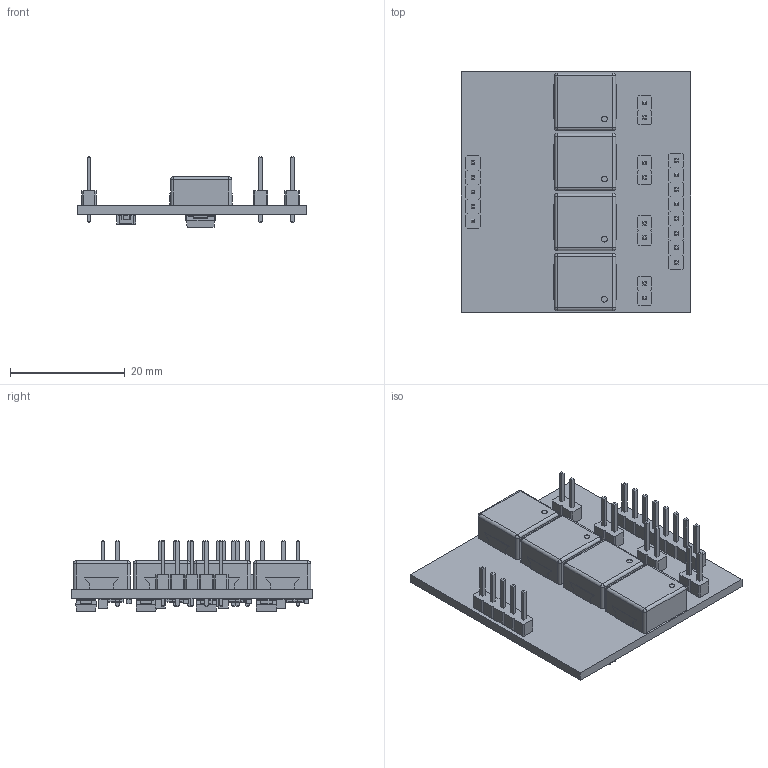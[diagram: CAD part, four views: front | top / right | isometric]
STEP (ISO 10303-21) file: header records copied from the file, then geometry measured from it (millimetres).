
FILE_DESCRIPTION(('KiCad electronic assembly'),'2;1');
FILE_NAME('pwm_led_controller.step','2019-03-27T22:33:29',('An Author'), ('A Company'),'Open CASCADE STEP processor 6.9', 'KiCad to STEP converter','Unknown');
FILE_SCHEMA(('AUTOMOTIVE_DESIGN { 1 0 10303 214 1 1 1 1 }'));
Length unit declared in the file: millimetre
Products named in the file (20): Open CASCADE STEP translator 6.9 1; PinHeader_1x08_P2.54mm_Vertical; SOLID; Package_2-smd_10.7x10mm; COMPOUND; D_SMB; C_1206_3216Metric; C_0603_1608Metric; PinHeader_1x02_P2.54mm_Vertical; R_0603_1608Metric; R_1210_3225Metric; PinHeader_1x05_P2.54mm_Vertical
Assembly tree (40 placements, depth 3):
  Open CASCADE STEP translator 6.9 1
    PinHeader_1x08_P2.54mm_Vertical
      SOLID
    Package_2-smd_10.7x10mm  x4
      COMPOUND
    D_SMB  x4
      SOLID
    C_1206_3216Metric  x4
      SOLID
    C_0603_1608Metric  x4
      SOLID
    PinHeader_1x02_P2.54mm_Vertical  x4
      SOLID
    R_0603_1608Metric  x4
      SOLID
    R_1210_3225Metric  x4
      SOLID
    PinHeader_1x05_P2.54mm_Vertical
      SOLID
    COMPOUND
Bounding box: 40 x 42 x 12.39 mm (x, y, z)
Volume: 5411.9 mm3; surface area: 7269.3 mm2
Topology: 47 solids, 47 shells, 1343 faces, 3285 edges, 2086 vertices
Faces by surface type: plane 1054, cylinder 233, bspline 40, sphere 16
Full cylindrical faces by diameter (mm): 1 x25
Entity records: 40846 total; most frequent: CARTESIAN_POINT 6698, DIRECTION 5587, LINE 3991, VECTOR 3991, ORIENTED_EDGE 2896, PCURVE 2896, DEFINITIONAL_REPRESENTATION 2896, EDGE_CURVE 1448
